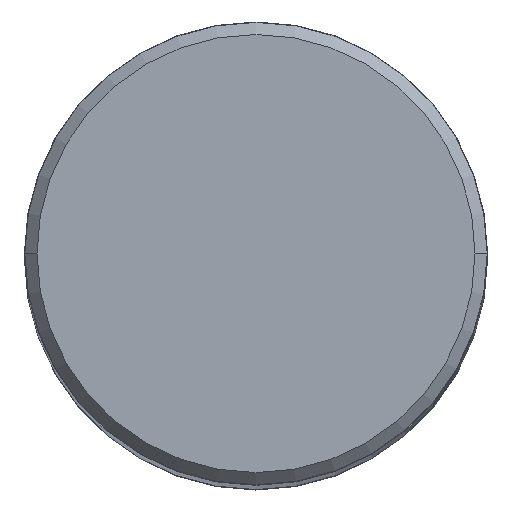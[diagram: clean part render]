
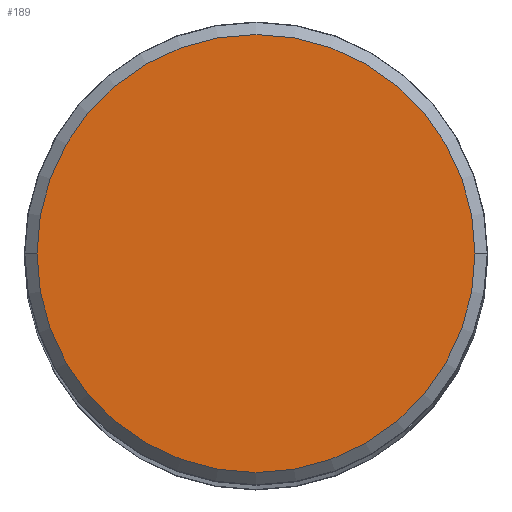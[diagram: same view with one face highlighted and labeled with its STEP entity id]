
A CAD part, top view. The second image highlights one B-rep face of the part: STEP entity #189.
In plain terms, the highlighted planar face has unit normal (0, 0, 1).
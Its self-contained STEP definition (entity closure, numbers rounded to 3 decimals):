
#130=FACE_OUTER_BOUND('',#258,.T.);
#189=ADVANCED_FACE('',(#130),#223,.F.);
#223=PLANE('',#1140);
#258=EDGE_LOOP('',(#400,#401));
#400=ORIENTED_EDGE('',*,*,#674,.T.);
#401=ORIENTED_EDGE('',*,*,#675,.T.);
#576=VERTEX_POINT('',#2104);
#577=VERTEX_POINT('',#2105);
#674=EDGE_CURVE('',#576,#577,#803,.T.);
#675=EDGE_CURVE('',#577,#576,#804,.T.);
#803=CIRCLE('',#1138,18.011);
#804=CIRCLE('',#1139,18.011);
#1138=AXIS2_PLACEMENT_3D('',#2103,#1394,#1395);
#1139=AXIS2_PLACEMENT_3D('',#2106,#1396,#1397);
#1140=AXIS2_PLACEMENT_3D('',#2107,#1398,#1399);
#1394=DIRECTION('',(0.,0.,1.));
#1395=DIRECTION('',(-1.,0.,0.));
#1396=DIRECTION('',(0.,0.,1.));
#1397=DIRECTION('',(1.,0.,0.));
#1398=DIRECTION('',(0.,0.,-1.));
#1399=DIRECTION('',(1.,0.,0.));
#2103=CARTESIAN_POINT('',(0.,0.,0.));
#2104=CARTESIAN_POINT('',(-18.011,0.,0.));
#2105=CARTESIAN_POINT('',(18.011,0.,0.));
#2106=CARTESIAN_POINT('',(0.,0.,0.));
#2107=CARTESIAN_POINT('',(0.,0.,0.));
